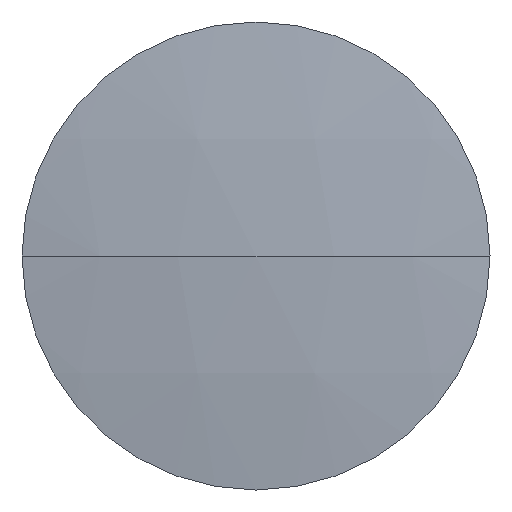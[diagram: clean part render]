
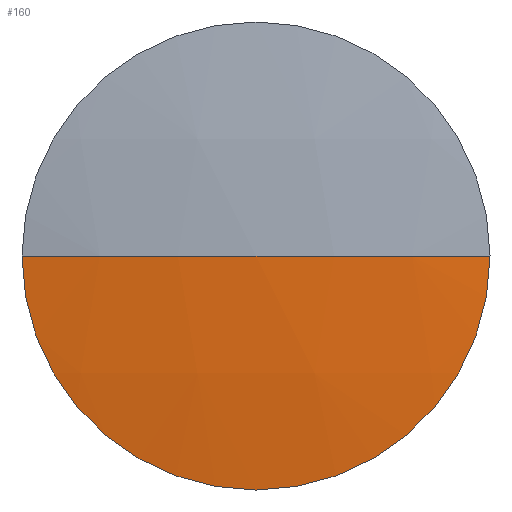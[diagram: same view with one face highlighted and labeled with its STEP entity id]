
A CAD part, left-side view. The second image highlights one B-rep face of the part: STEP entity #160.
In plain terms, the highlighted spherical face has radius 184.25 mm.
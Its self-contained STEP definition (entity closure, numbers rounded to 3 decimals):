
#2 = EDGE_CURVE ( 'NONE', #385, #277, #74, .T. ) ;
#17 = DIRECTION ( 'NONE',  ( 0., 0., 1. ) ) ;
#39 = EDGE_CURVE ( 'NONE', #385, #207, #42, .T. ) ;
#42 = CIRCLE ( 'NONE', #65, 25.4 ) ;
#52 = ORIENTED_EDGE ( 'NONE', *, *, #130, .T. ) ;
#65 = AXIS2_PLACEMENT_3D ( 'NONE', #280, #102, #279 ) ;
#70 = DIRECTION ( 'NONE',  ( 0., 1., 0. ) ) ;
#74 = CIRCLE ( 'NONE', #321, 184.25 ) ;
#89 = CARTESIAN_POINT ( 'NONE',  ( 151.648, 13.396, 0. ) ) ;
#92 = EDGE_LOOP ( 'NONE', ( #187, #343, #52, #129 ) ) ;
#102 = DIRECTION ( 'NONE',  ( -1., 0., 0. ) ) ;
#117 = AXIS2_PLACEMENT_3D ( 'NONE', #285, #228, #70 ) ;
#129 = ORIENTED_EDGE ( 'NONE', *, *, #2, .F. ) ;
#130 = EDGE_CURVE ( 'NONE', #327, #277, #169, .T. ) ;
#136 = AXIS2_PLACEMENT_3D ( 'NONE', #184, #153, #17 ) ;
#137 = FACE_OUTER_BOUND ( 'NONE', #92, .T. ) ;
#150 = CARTESIAN_POINT ( 'NONE',  ( -30.843, -12.004, 0. ) ) ;
#153 = DIRECTION ( 'NONE',  ( -1., 0., 0. ) ) ;
#160 = ADVANCED_FACE ( 'NONE', ( #137 ), #198, .T. ) ;
#169 = CIRCLE ( 'NONE', #117, 184.25 ) ;
#184 = CARTESIAN_POINT ( 'NONE',  ( -30.843, 13.396, 0. ) ) ;
#187 = ORIENTED_EDGE ( 'NONE', *, *, #39, .T. ) ;
#198 = SPHERICAL_SURFACE ( 'NONE', #318, 184.25 ) ;
#207 = VERTEX_POINT ( 'NONE', #243 ) ;
#212 = DIRECTION ( 'NONE',  ( 0., 0., 1. ) ) ;
#228 = DIRECTION ( 'NONE',  ( 0., 0., -1. ) ) ;
#243 = CARTESIAN_POINT ( 'NONE',  ( -30.843, 13.396, -25.4 ) ) ;
#253 = DIRECTION ( 'NONE',  ( 0., 0., -1. ) ) ;
#268 = CARTESIAN_POINT ( 'NONE',  ( -32.602, 13.396, 0. ) ) ;
#277 = VERTEX_POINT ( 'NONE', #268 ) ;
#279 = DIRECTION ( 'NONE',  ( 0., 0., 1. ) ) ;
#280 = CARTESIAN_POINT ( 'NONE',  ( -30.843, 13.396, 0. ) ) ;
#285 = CARTESIAN_POINT ( 'NONE',  ( 151.648, 13.396, 0. ) ) ;
#288 = CARTESIAN_POINT ( 'NONE',  ( 151.648, 13.396, 0. ) ) ;
#293 = EDGE_CURVE ( 'NONE', #207, #327, #381, .T. ) ;
#318 = AXIS2_PLACEMENT_3D ( 'NONE', #288, #253, #382 ) ;
#321 = AXIS2_PLACEMENT_3D ( 'NONE', #89, #212, #339 ) ;
#327 = VERTEX_POINT ( 'NONE', #150 ) ;
#339 = DIRECTION ( 'NONE',  ( 1., 0., 0. ) ) ;
#343 = ORIENTED_EDGE ( 'NONE', *, *, #293, .T. ) ;
#381 = CIRCLE ( 'NONE', #136, 25.4 ) ;
#382 = DIRECTION ( 'NONE',  ( 0., 1., 0. ) ) ;
#385 = VERTEX_POINT ( 'NONE', #401 ) ;
#401 = CARTESIAN_POINT ( 'NONE',  ( -30.843, 38.796, 0. ) ) ;
